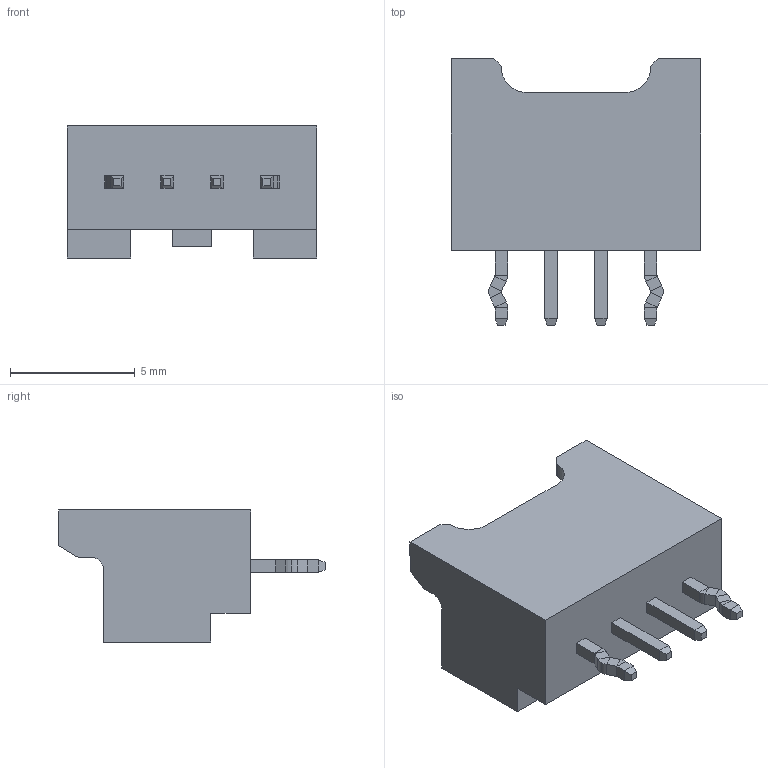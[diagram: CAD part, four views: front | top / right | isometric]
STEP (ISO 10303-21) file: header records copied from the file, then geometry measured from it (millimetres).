
FILE_DESCRIPTION (( 'STEP AP214' ), '1' );
FILE_NAME ('04.STEP', '2024-01-05T08:21:59', ( '' ), ( '' ), 'SwSTEP 2.0', 'SolidWorks 2021', '' );
FILE_SCHEMA (( 'AUTOMOTIVE_DESIGN' ));
Length unit declared in the file: millimetre
Products named in the file (4): pin_bent; 04; BxB-PASK(1)2-9_4; pin
Assembly tree (5 placements, depth 2):
  04
    BxB-PASK(1)2-9_4
    pin_bent  x2
    pin  x2
Bounding box: 10 x 10.7 x 5.3 mm (x, y, z)
Volume: 171.5 mm3; surface area: 442.2 mm2
Topology: 5 solids, 5 shells, 133 faces, 298 edges, 176 vertices
Faces by surface type: plane 113, cylinder 20
Entity records: 2584 total; most frequent: CARTESIAN_POINT 423, DIRECTION 418, ORIENTED_EDGE 408, EDGE_CURVE 204, LINE 180, VECTOR 180, VERTEX_POINT 124, AXIS2_PLACEMENT_3D 119
